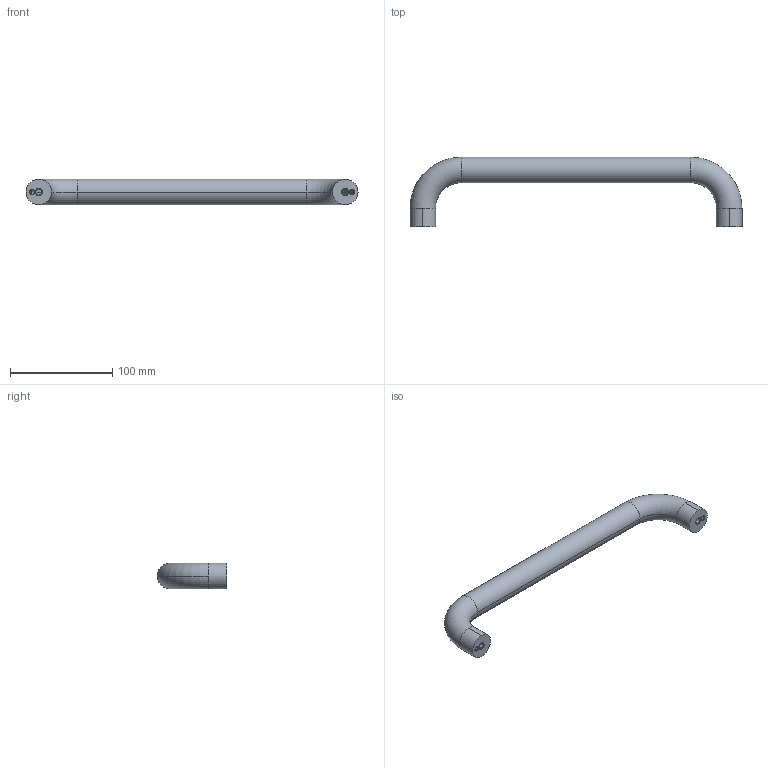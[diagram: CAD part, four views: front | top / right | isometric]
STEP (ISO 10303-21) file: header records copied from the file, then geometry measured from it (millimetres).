
FILE_DESCRIPTION (( 'STEP AP203' ), '1' );
FILE_NAME ('sone3D.STEP', '2015-03-03T01:29:57', ( '' ), ( '' ), 'SwSTEP 2.0', 'SolidWorks 2012', '' );
FILE_SCHEMA (( 'CONFIG_CONTROL_DESIGN' ));
Length unit declared in the file: millimetre
Products named in the file (1): sone3D
Bounding box: 325 x 68 x 25 mm (x, y, z)
Volume: 60903.4 mm3; surface area: 55497.2 mm2
Topology: 1 solids, 1 shells, 42 faces, 96 edges, 57 vertices
Faces by surface type: cylinder 20, cone 10, torus 8, plane 4
Entity records: 1271 total; most frequent: DIRECTION 244, CARTESIAN_POINT 194, ORIENTED_EDGE 188, AXIS2_PLACEMENT_3D 107, EDGE_CURVE 94, CIRCLE 64, VERTEX_POINT 57, EDGE_LOOP 49
